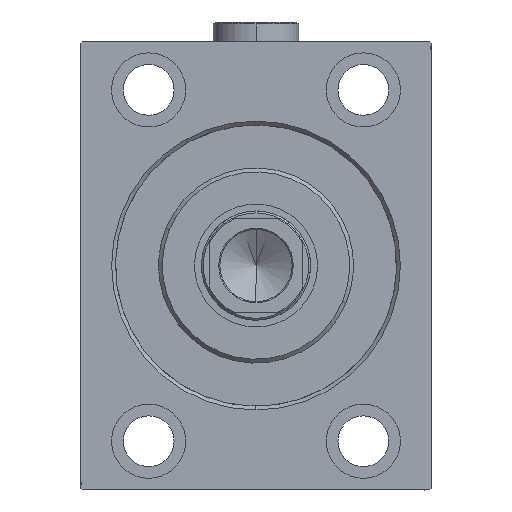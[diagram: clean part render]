
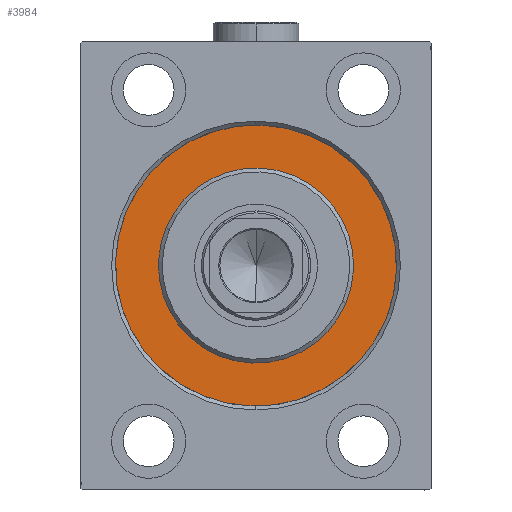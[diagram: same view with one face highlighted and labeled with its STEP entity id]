
A CAD part, left-side view. The second image highlights one B-rep face of the part: STEP entity #3984.
In plain terms, the highlighted face is planar.
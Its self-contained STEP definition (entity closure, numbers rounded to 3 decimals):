
#997 = DIRECTION ( 'NONE',  ( -1., 0., 0. ) ) ;
#1250 = CARTESIAN_POINT ( 'NONE',  ( 0., 0., -25. ) ) ;
#1920 = EDGE_CURVE ( 'NONE', #25692, #40824, #34534, .T. ) ;
#2332 = DIRECTION ( 'NONE',  ( 0., 0., -1. ) ) ;
#3714 = DIRECTION ( 'NONE',  ( -1., 0., 0. ) ) ;
#3984 = ADVANCED_FACE ( 'NONE', ( #4212, #8337 ), #15425, .F. ) ;
#4212 = FACE_BOUND ( 'NONE', #36996, .T. ) ;
#4329 = ORIENTED_EDGE ( 'NONE', *, *, #34021, .F. ) ;
#4384 = DIRECTION ( 'NONE',  ( 0., 0., 1. ) ) ;
#4532 = DIRECTION ( 'NONE',  ( 0., 0., 1. ) ) ;
#7499 = CARTESIAN_POINT ( 'NONE',  ( 0., 0., 36. ) ) ;
#8337 = FACE_OUTER_BOUND ( 'NONE', #9292, .T. ) ;
#8661 = DIRECTION ( 'NONE',  ( -1., 0., 0. ) ) ;
#8772 = VERTEX_POINT ( 'NONE', #7499 ) ;
#9292 = EDGE_LOOP ( 'NONE', ( #35803, #4329 ) ) ;
#10107 = DIRECTION ( 'NONE',  ( 0., 0., -1. ) ) ;
#10327 = CARTESIAN_POINT ( 'NONE',  ( 0., 0., 0. ) ) ;
#10611 = ORIENTED_EDGE ( 'NONE', *, *, #1920, .F. ) ;
#12589 = AXIS2_PLACEMENT_3D ( 'NONE', #10327, #41482, #10107 ) ;
#12996 = AXIS2_PLACEMENT_3D ( 'NONE', #35781, #3714, #4384 ) ;
#13911 = EDGE_CURVE ( 'NONE', #30867, #8772, #16241, .T. ) ;
#14618 = CARTESIAN_POINT ( 'NONE',  ( 0., 0., 0. ) ) ;
#15425 = PLANE ( 'NONE',  #33878 ) ;
#16241 = CIRCLE ( 'NONE', #22079, 36. ) ;
#16316 = DIRECTION ( 'NONE',  ( 1., 0., 0. ) ) ;
#16483 = CARTESIAN_POINT ( 'NONE',  ( 0., 0., -36. ) ) ;
#22079 = AXIS2_PLACEMENT_3D ( 'NONE', #14618, #8661, #4532 ) ;
#22277 = ORIENTED_EDGE ( 'NONE', *, *, #26264, .F. ) ;
#22290 = DIRECTION ( 'NONE',  ( 0., 0., 1. ) ) ;
#25692 = VERTEX_POINT ( 'NONE', #1250 ) ;
#25725 = CARTESIAN_POINT ( 'NONE',  ( 0., 0., 0. ) ) ;
#26264 = EDGE_CURVE ( 'NONE', #40824, #25692, #30352, .T. ) ;
#28358 = CIRCLE ( 'NONE', #12996, 36. ) ;
#30352 = CIRCLE ( 'NONE', #39844, 25. ) ;
#30867 = VERTEX_POINT ( 'NONE', #16483 ) ;
#33723 = CARTESIAN_POINT ( 'NONE',  ( 0., 0., 0. ) ) ;
#33878 = AXIS2_PLACEMENT_3D ( 'NONE', #25725, #997, #22290 ) ;
#34021 = EDGE_CURVE ( 'NONE', #8772, #30867, #28358, .T. ) ;
#34534 = CIRCLE ( 'NONE', #12589, 25. ) ;
#35181 = CARTESIAN_POINT ( 'NONE',  ( 0., 0., 25. ) ) ;
#35781 = CARTESIAN_POINT ( 'NONE',  ( 0., 0., 0. ) ) ;
#35803 = ORIENTED_EDGE ( 'NONE', *, *, #13911, .F. ) ;
#36996 = EDGE_LOOP ( 'NONE', ( #22277, #10611 ) ) ;
#39844 = AXIS2_PLACEMENT_3D ( 'NONE', #33723, #16316, #2332 ) ;
#40824 = VERTEX_POINT ( 'NONE', #35181 ) ;
#41482 = DIRECTION ( 'NONE',  ( 1., 0., 0. ) ) ;
